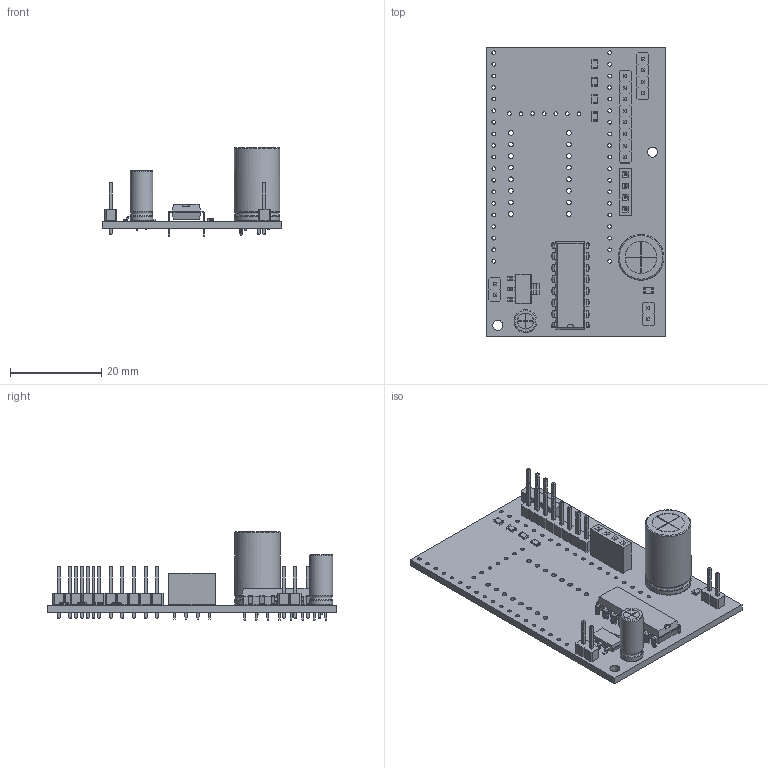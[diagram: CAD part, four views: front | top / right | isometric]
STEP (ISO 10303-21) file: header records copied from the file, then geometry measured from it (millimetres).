
FILE_DESCRIPTION(('KiCad electronic assembly'),'2;1');
FILE_NAME('wonder-reader-mk2.step','2023-05-16T00:27:15',('Pcbnew'),( 'Kicad'),'Open CASCADE STEP processor 7.6','KiCad to STEP converter' ,'Unknown');
FILE_SCHEMA(('AUTOMOTIVE_DESIGN { 1 0 10303 214 1 1 1 1 }'));
Length unit declared in the file: millimetre
Products named in the file (20): wonder-reader-mk2 1; R_0805_2012Metric; SOLID; SOT-223; DIP-16_W7.62mm; C_Radial_D10.0mm_H16.0mm_P5.00mm; PinHeader_1x04_P2.54mm_Vertical; C_Radial_D5.0mm_H11.0mm_P2.00mm; PinHeader_1x02_P2.54mm_Vertical; PinHeader_1x08_P2.54mm_Vertical; PinSocket_1x04_P2.54mm_Vertical; PCB
Assembly tree (24 placements, depth 3):
  wonder-reader-mk2 1
    R_0805_2012Metric  x5
      SOLID
    SOT-223
      SOLID
    DIP-16_W7.62mm
      SOLID
    C_Radial_D10.0mm_H16.0mm_P5.00mm
      SOLID
    PinHeader_1x04_P2.54mm_Vertical
      SOLID
    C_Radial_D5.0mm_H11.0mm_P2.00mm
      SOLID
    PinHeader_1x02_P2.54mm_Vertical  x2
      SOLID
    PinHeader_1x08_P2.54mm_Vertical
      SOLID
    PinSocket_1x04_P2.54mm_Vertical
      SOLID
    PCB
Bounding box: 39.37 x 63.5 x 19.3 mm (x, y, z)
Volume: 6208.5 mm3; surface area: 8506.7 mm2
Topology: 15 solids, 17 shells, 1199 faces, 3065 edges, 1952 vertices
Faces by surface type: plane 939, cylinder 206, bspline 48, revolution 4, torus 2
Full cylindrical faces by diameter (mm): 0.4 x2, 0.6 x2, 0.8 x65, 1 x20, 1.02 x16, 2.2 x2, 3.5 x3, 5 x2, 7 x3, 10 x2
Entity records: 75206 total; most frequent: CARTESIAN_POINT 14243, DIRECTION 9993, LINE 7103, VECTOR 7103, ORIENTED_EDGE 5342, PCURVE 5342, DEFINITIONAL_REPRESENTATION 5342, EDGE_CURVE 2671
